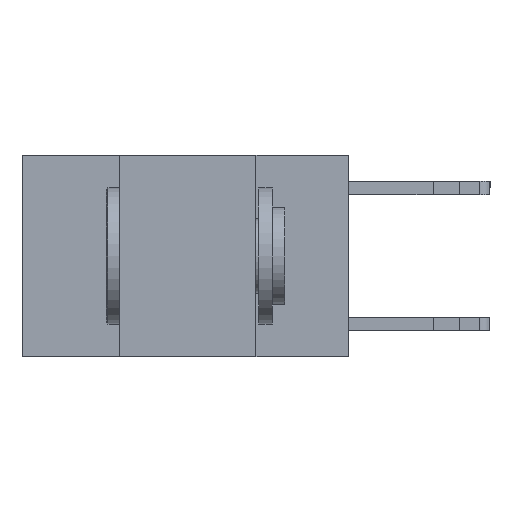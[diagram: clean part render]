
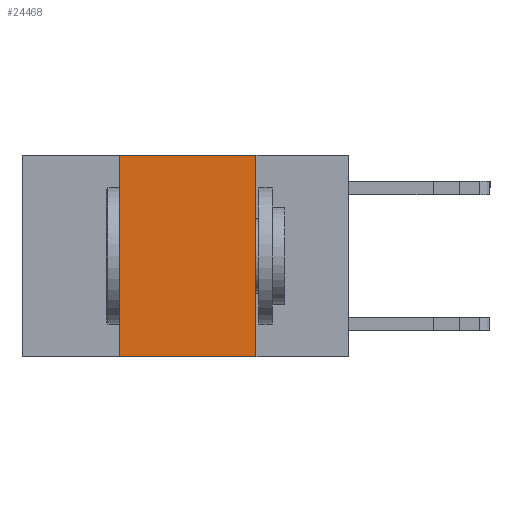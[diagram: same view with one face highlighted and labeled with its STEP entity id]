
A CAD part, left-side view. The second image highlights one B-rep face of the part: STEP entity #24468.
In plain terms, the highlighted planar face has unit normal (-1, 0, 0).
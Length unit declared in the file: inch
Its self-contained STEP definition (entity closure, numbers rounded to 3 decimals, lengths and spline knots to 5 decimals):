
#421 = DIRECTION ( 'NONE',  ( 0., 0., 1. ) ) ;
#1679 = CARTESIAN_POINT ( 'NONE',  ( 0., 0.17, -0.37 ) ) ;
#2453 = CARTESIAN_POINT ( 'NONE',  ( 0., 0.42, 0. ) ) ;
#3642 = DIRECTION ( 'NONE',  ( 0., 0., -1. ) ) ;
#4662 = LINE ( 'NONE', #15961, #21986 ) ;
#4939 = FACE_OUTER_BOUND ( 'NONE', #24799, .T. ) ;
#5003 = VECTOR ( 'NONE', #23370, 39.37008 ) ;
#5576 = ORIENTED_EDGE ( 'NONE', *, *, #9988, .F. ) ;
#6388 = LINE ( 'NONE', #2453, #8486 ) ;
#6972 = DIRECTION ( 'NONE',  ( 1., 0., 0. ) ) ;
#8194 = ORIENTED_EDGE ( 'NONE', *, *, #8932, .T. ) ;
#8396 = ORIENTED_EDGE ( 'NONE', *, *, #18688, .F. ) ;
#8486 = VECTOR ( 'NONE', #421, 39.37008 ) ;
#8551 = CARTESIAN_POINT ( 'NONE',  ( 0., 0.42, -0.37 ) ) ;
#8893 = VERTEX_POINT ( 'NONE', #9743 ) ;
#8932 = EDGE_CURVE ( 'NONE', #10078, #14873, #4662, .T. ) ;
#9743 = CARTESIAN_POINT ( 'NONE',  ( 0., 0.17, 0. ) ) ;
#9988 = EDGE_CURVE ( 'NONE', #23267, #8893, #12194, .T. ) ;
#10078 = VERTEX_POINT ( 'NONE', #8551 ) ;
#10183 = AXIS2_PLACEMENT_3D ( 'NONE', #20438, #6972, #22453 ) ;
#11385 = CARTESIAN_POINT ( 'NONE',  ( 0., 0.42, 0. ) ) ;
#12114 = DIRECTION ( 'NONE',  ( 0., -1., 0. ) ) ;
#12194 = LINE ( 'NONE', #21751, #5003 ) ;
#12658 = PLANE ( 'NONE',  #10183 ) ;
#14550 = EDGE_CURVE ( 'NONE', #10078, #23267, #6388, .T. ) ;
#14873 = VERTEX_POINT ( 'NONE', #1679 ) ;
#15668 = LINE ( 'NONE', #17085, #17999 ) ;
#15961 = CARTESIAN_POINT ( 'NONE',  ( 0., 0.6, -0.37 ) ) ;
#17085 = CARTESIAN_POINT ( 'NONE',  ( 0., 0.17, 0. ) ) ;
#17999 = VECTOR ( 'NONE', #3642, 39.37008 ) ;
#18688 = EDGE_CURVE ( 'NONE', #8893, #14873, #15668, .T. ) ;
#20438 = CARTESIAN_POINT ( 'NONE',  ( 0., 0.6, 0. ) ) ;
#21259 = ORIENTED_EDGE ( 'NONE', *, *, #14550, .F. ) ;
#21751 = CARTESIAN_POINT ( 'NONE',  ( 0., 0.6, 0. ) ) ;
#21986 = VECTOR ( 'NONE', #12114, 39.37008 ) ;
#22453 = DIRECTION ( 'NONE',  ( 0., 0., -1. ) ) ;
#23267 = VERTEX_POINT ( 'NONE', #11385 ) ;
#23370 = DIRECTION ( 'NONE',  ( 0., -1., 0. ) ) ;
#24468 = ADVANCED_FACE ( 'NONE', ( #4939 ), #12658, .F. ) ;
#24799 = EDGE_LOOP ( 'NONE', ( #8396, #5576, #21259, #8194 ) ) ;
